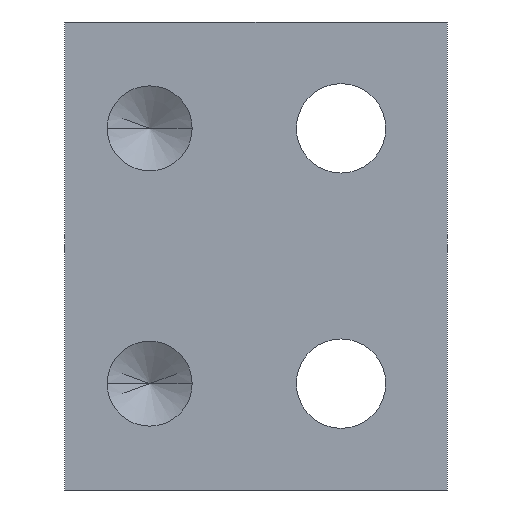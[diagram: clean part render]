
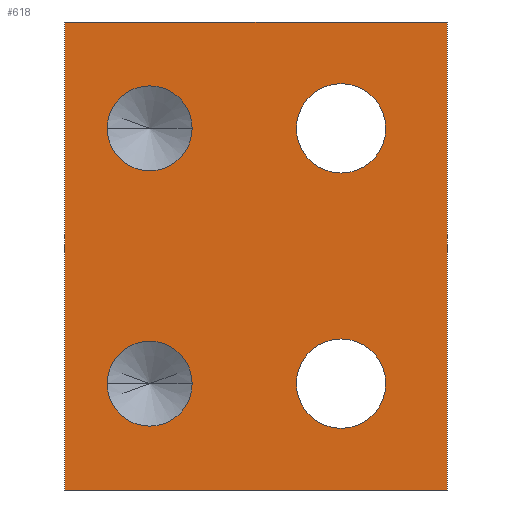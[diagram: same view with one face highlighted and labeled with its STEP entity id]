
A CAD part, front view. The second image highlights one B-rep face of the part: STEP entity #618.
In plain terms, the highlighted planar face has unit normal (0, -1, 0).
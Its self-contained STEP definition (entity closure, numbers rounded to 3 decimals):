
#50=DIRECTION('',(1.,0.,0.));
#51=VECTOR('',#50,18.);
#52=CARTESIAN_POINT('',(0.,0.,0.));
#53=LINE('',#52,#51);
#106=DIRECTION('',(1.,0.,0.));
#107=VECTOR('',#106,18.);
#108=CARTESIAN_POINT('',(0.,0.,22.));
#109=LINE('',#108,#107);
#141=DIRECTION('',(0.,0.,1.));
#142=VECTOR('',#141,22.);
#143=CARTESIAN_POINT('',(0.,0.,0.));
#144=LINE('',#143,#142);
#148=CARTESIAN_POINT('',(13.,0.,5.));
#149=DIRECTION('',(0.,1.,0.));
#150=DIRECTION('',(1.,0.,0.));
#151=AXIS2_PLACEMENT_3D('',#148,#149,#150);
#156=CARTESIAN_POINT('',(13.,0.,5.));
#157=DIRECTION('',(0.,1.,0.));
#158=DIRECTION('',(-1.,0.,0.));
#159=AXIS2_PLACEMENT_3D('',#156,#157,#158);
#164=CARTESIAN_POINT('',(13.,0.,17.));
#165=DIRECTION('',(0.,1.,0.));
#166=DIRECTION('',(1.,0.,0.));
#167=AXIS2_PLACEMENT_3D('',#164,#165,#166);
#172=CARTESIAN_POINT('',(13.,0.,17.));
#173=DIRECTION('',(0.,1.,0.));
#174=DIRECTION('',(-1.,0.,0.));
#175=AXIS2_PLACEMENT_3D('',#172,#173,#174);
#180=CARTESIAN_POINT('',(4.,0.,17.));
#181=DIRECTION('',(0.,-1.,0.));
#182=DIRECTION('',(-1.,0.,0.));
#183=AXIS2_PLACEMENT_3D('',#180,#181,#182);
#188=CARTESIAN_POINT('',(4.,0.,17.));
#189=DIRECTION('',(0.,-1.,0.));
#190=DIRECTION('',(1.,0.,0.));
#191=AXIS2_PLACEMENT_3D('',#188,#189,#190);
#196=CARTESIAN_POINT('',(4.,0.,5.));
#197=DIRECTION('',(0.,1.,0.));
#198=DIRECTION('',(-1.,0.,0.));
#199=AXIS2_PLACEMENT_3D('',#196,#197,#198);
#204=CARTESIAN_POINT('',(4.,0.,5.));
#205=DIRECTION('',(0.,1.,0.));
#206=DIRECTION('',(1.,0.,0.));
#207=AXIS2_PLACEMENT_3D('',#204,#205,#206);
#212=DIRECTION('',(0.,0.,1.));
#213=VECTOR('',#212,22.);
#214=CARTESIAN_POINT('',(18.,0.,0.));
#215=LINE('',#214,#213);
#434=CARTESIAN_POINT('',(0.,0.,0.));
#435=CARTESIAN_POINT('',(18.,0.,0.));
#436=VERTEX_POINT('',#434);
#437=VERTEX_POINT('',#435);
#442=CARTESIAN_POINT('',(0.,0.,22.));
#443=CARTESIAN_POINT('',(18.,0.,22.));
#444=VERTEX_POINT('',#442);
#445=VERTEX_POINT('',#443);
#450=CARTESIAN_POINT('',(15.1,0.,5.));
#451=CARTESIAN_POINT('',(10.9,0.,5.));
#452=VERTEX_POINT('',#450);
#453=VERTEX_POINT('',#451);
#454=CARTESIAN_POINT('',(15.1,0.,17.));
#455=CARTESIAN_POINT('',(10.9,0.,17.));
#456=VERTEX_POINT('',#454);
#457=VERTEX_POINT('',#455);
#488=CARTESIAN_POINT('',(2.,0.,17.));
#489=CARTESIAN_POINT('',(6.,0.,17.));
#490=VERTEX_POINT('',#488);
#491=VERTEX_POINT('',#489);
#498=CARTESIAN_POINT('',(2.,0.,5.));
#499=VERTEX_POINT('',#498);
#500=CARTESIAN_POINT('',(6.,0.,5.));
#501=VERTEX_POINT('',#500);
#582=CARTESIAN_POINT('',(0.,0.,0.));
#583=DIRECTION('',(0.,-1.,0.));
#584=DIRECTION('',(1.,0.,0.));
#585=AXIS2_PLACEMENT_3D('',#582,#583,#584);
#586=PLANE('',#585);
#587=ORIENTED_EDGE('',*,*,#513,.F.);
#588=ORIENTED_EDGE('',*,*,#565,.T.);
#589=ORIENTED_EDGE('',*,*,#551,.T.);
#591=ORIENTED_EDGE('',*,*,#590,.F.);
#592=EDGE_LOOP('',(#587,#588,#589,#591));
#593=FACE_OUTER_BOUND('',#592,.F.);
#595=ORIENTED_EDGE('',*,*,#594,.F.);
#597=ORIENTED_EDGE('',*,*,#596,.F.);
#598=EDGE_LOOP('',(#595,#597));
#599=FACE_BOUND('',#598,.F.);
#601=ORIENTED_EDGE('',*,*,#600,.F.);
#603=ORIENTED_EDGE('',*,*,#602,.F.);
#604=EDGE_LOOP('',(#601,#603));
#605=FACE_BOUND('',#604,.F.);
#607=ORIENTED_EDGE('',*,*,#606,.T.);
#609=ORIENTED_EDGE('',*,*,#608,.T.);
#610=EDGE_LOOP('',(#607,#609));
#611=FACE_BOUND('',#610,.F.);
#613=ORIENTED_EDGE('',*,*,#612,.F.);
#615=ORIENTED_EDGE('',*,*,#614,.F.);
#616=EDGE_LOOP('',(#613,#615));
#617=FACE_BOUND('',#616,.F.);
#618=ADVANCED_FACE('',(#593,#599,#605,#611,#617),#586,.T.);
#152=CIRCLE('',#151,2.1);
#160=CIRCLE('',#159,2.1);
#168=CIRCLE('',#167,2.1);
#176=CIRCLE('',#175,2.1);
#184=CIRCLE('',#183,2.);
#192=CIRCLE('',#191,2.);
#200=CIRCLE('',#199,2.);
#208=CIRCLE('',#207,2.);
#513=EDGE_CURVE('',#436,#437,#53,.T.);
#551=EDGE_CURVE('',#444,#445,#109,.T.);
#565=EDGE_CURVE('',#436,#444,#144,.T.);
#590=EDGE_CURVE('',#437,#445,#215,.T.);
#594=EDGE_CURVE('',#452,#453,#152,.T.);
#596=EDGE_CURVE('',#453,#452,#160,.T.);
#600=EDGE_CURVE('',#456,#457,#168,.T.);
#602=EDGE_CURVE('',#457,#456,#176,.T.);
#606=EDGE_CURVE('',#490,#491,#184,.T.);
#608=EDGE_CURVE('',#491,#490,#192,.T.);
#612=EDGE_CURVE('',#499,#501,#200,.T.);
#614=EDGE_CURVE('',#501,#499,#208,.T.);
